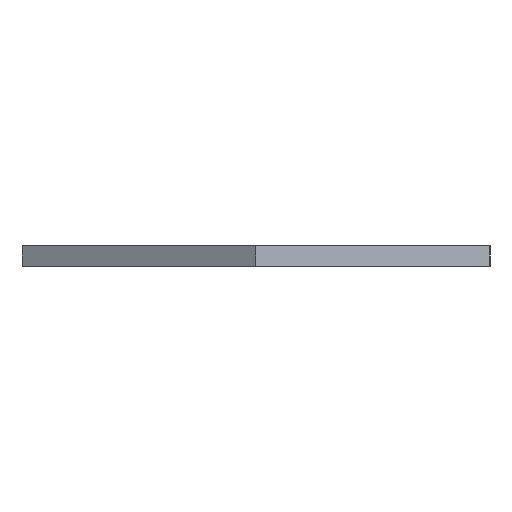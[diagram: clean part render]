
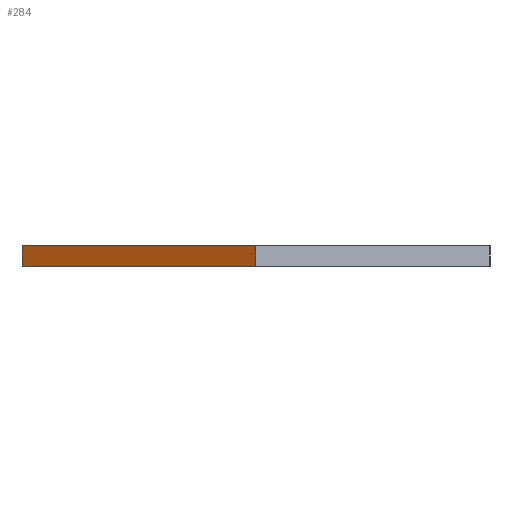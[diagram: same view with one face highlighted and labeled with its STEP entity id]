
A CAD part, front view. The second image highlights one B-rep face of the part: STEP entity #284.
In plain terms, the highlighted planar face has unit normal (-0.5, -0.866, 0).
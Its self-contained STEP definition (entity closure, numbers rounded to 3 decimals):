
#44 = VERTEX_POINT ( 'NONE', #577 ) ;
#93 = LINE ( 'NONE', #1014, #643 ) ;
#121 = VECTOR ( 'NONE', #228, 1000. ) ;
#154 = EDGE_CURVE ( 'NONE', #757, #44, #93, .T. ) ;
#160 = DIRECTION ( 'NONE',  ( 0., 0., -1. ) ) ;
#168 = VERTEX_POINT ( 'NONE', #1207 ) ;
#193 = CARTESIAN_POINT ( 'NONE',  ( -34.641, -20., 0. ) ) ;
#228 = DIRECTION ( 'NONE',  ( 0., 0., -1. ) ) ;
#264 = AXIS2_PLACEMENT_3D ( 'NONE', #615, #831, #838 ) ;
#284 = ADVANCED_FACE ( 'NONE', ( #330 ), #440, .F. ) ;
#329 = ORIENTED_EDGE ( 'NONE', *, *, #1078, .F. ) ;
#330 = FACE_OUTER_BOUND ( 'NONE', #855, .T. ) ;
#440 = PLANE ( 'NONE',  #264 ) ;
#456 = CARTESIAN_POINT ( 'NONE',  ( 0., -40., 3. ) ) ;
#499 = VECTOR ( 'NONE', #526, 1000. ) ;
#526 = DIRECTION ( 'NONE',  ( 0.866, -0.5, 0. ) ) ;
#577 = CARTESIAN_POINT ( 'NONE',  ( 0., -40., 0. ) ) ;
#615 = CARTESIAN_POINT ( 'NONE',  ( -34.641, -20., 3. ) ) ;
#643 = VECTOR ( 'NONE', #1199, 1000. ) ;
#655 = LINE ( 'NONE', #1055, #1120 ) ;
#699 = CARTESIAN_POINT ( 'NONE',  ( 0., -40., 3. ) ) ;
#720 = LINE ( 'NONE', #1011, #499 ) ;
#757 = VERTEX_POINT ( 'NONE', #193 ) ;
#831 = DIRECTION ( 'NONE',  ( 0.5, 0.866, 0. ) ) ;
#835 = EDGE_CURVE ( 'NONE', #168, #930, #720, .T. ) ;
#838 = DIRECTION ( 'NONE',  ( -0.866, 0.5, 0. ) ) ;
#843 = ORIENTED_EDGE ( 'NONE', *, *, #154, .T. ) ;
#855 = EDGE_LOOP ( 'NONE', ( #843, #329, #1225, #1139 ) ) ;
#930 = VERTEX_POINT ( 'NONE', #699 ) ;
#988 = EDGE_CURVE ( 'NONE', #168, #757, #655, .T. ) ;
#1011 = CARTESIAN_POINT ( 'NONE',  ( -34.641, -20., 3. ) ) ;
#1014 = CARTESIAN_POINT ( 'NONE',  ( -34.641, -20., 0. ) ) ;
#1055 = CARTESIAN_POINT ( 'NONE',  ( -34.641, -20., 3. ) ) ;
#1078 = EDGE_CURVE ( 'NONE', #930, #44, #1125, .T. ) ;
#1120 = VECTOR ( 'NONE', #160, 1000. ) ;
#1125 = LINE ( 'NONE', #456, #121 ) ;
#1139 = ORIENTED_EDGE ( 'NONE', *, *, #988, .T. ) ;
#1199 = DIRECTION ( 'NONE',  ( 0.866, -0.5, 0. ) ) ;
#1207 = CARTESIAN_POINT ( 'NONE',  ( -34.641, -20., 3. ) ) ;
#1225 = ORIENTED_EDGE ( 'NONE', *, *, #835, .F. ) ;
